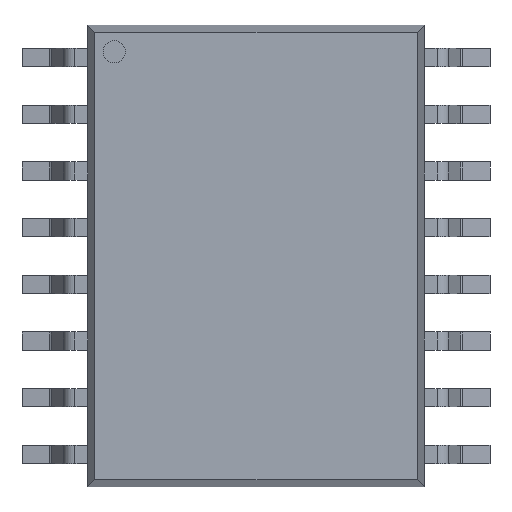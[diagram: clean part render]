
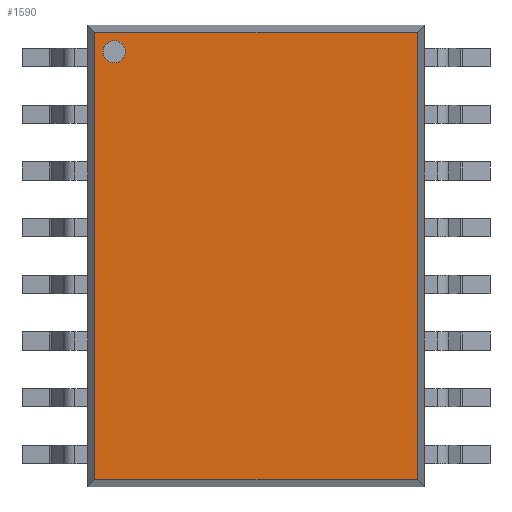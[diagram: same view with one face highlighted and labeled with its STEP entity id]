
A CAD part, top view. The second image highlights one B-rep face of the part: STEP entity #1590.
In plain terms, the highlighted planar face has unit normal (0, 0, 1).
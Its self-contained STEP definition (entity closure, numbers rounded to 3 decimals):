
#26 = FACE_OUTER_BOUND ( 'NONE', #1281, .T. ) ;
#150 = CARTESIAN_POINT ( 'NONE',  ( 3.61, 5.01, 2.65 ) ) ;
#180 = EDGE_CURVE ( 'NONE', #6877, #3430, #6366, .T. ) ;
#437 = VERTEX_POINT ( 'NONE', #150 ) ;
#458 = ORIENTED_EDGE ( 'NONE', *, *, #7047, .T. ) ;
#812 = EDGE_CURVE ( 'NONE', #7297, #4993, #4996, .T. ) ;
#1281 = EDGE_LOOP ( 'NONE', ( #7182, #4334, #458, #6868 ) ) ;
#1366 = AXIS2_PLACEMENT_3D ( 'NONE', #5403, #1740, #7250 ) ;
#1509 = ORIENTED_EDGE ( 'NONE', *, *, #7389, .F. ) ;
#1513 = DIRECTION ( 'NONE',  ( 0., 0., 1. ) ) ;
#1590 = ADVANCED_FACE ( 'NONE', ( #2991, #26 ), #1700, .T. ) ;
#1700 = PLANE ( 'NONE',  #1366 ) ;
#1740 = DIRECTION ( 'NONE',  ( 0., 0., 1. ) ) ;
#2103 = CARTESIAN_POINT ( 'NONE',  ( -3.175, 4.575, 2.65 ) ) ;
#2134 = VECTOR ( 'NONE', #6786, 1000. ) ;
#2159 = DIRECTION ( 'NONE',  ( 1., 0., 0. ) ) ;
#2161 = AXIS2_PLACEMENT_3D ( 'NONE', #2103, #1513, #6327 ) ;
#2440 = DIRECTION ( 'NONE',  ( 0., 1., 0. ) ) ;
#2498 = DIRECTION ( 'NONE',  ( -1., 0., 0. ) ) ;
#2763 = CARTESIAN_POINT ( 'NONE',  ( 3.775, -5.01, 2.65 ) ) ;
#2847 = LINE ( 'NONE', #2763, #4954 ) ;
#2939 = AXIS2_PLACEMENT_3D ( 'NONE', #7631, #4538, #2159 ) ;
#2991 = FACE_BOUND ( 'NONE', #6505, .T. ) ;
#3054 = LINE ( 'NONE', #5473, #7199 ) ;
#3147 = LINE ( 'NONE', #6800, #5062 ) ;
#3430 = VERTEX_POINT ( 'NONE', #7517 ) ;
#3797 = ORIENTED_EDGE ( 'NONE', *, *, #180, .F. ) ;
#4313 = CARTESIAN_POINT ( 'NONE',  ( -3.425, 4.575, 2.65 ) ) ;
#4334 = ORIENTED_EDGE ( 'NONE', *, *, #812, .T. ) ;
#4538 = DIRECTION ( 'NONE',  ( 0., 0., 1. ) ) ;
#4954 = VECTOR ( 'NONE', #5788, 1000. ) ;
#4993 = VERTEX_POINT ( 'NONE', #6697 ) ;
#4996 = LINE ( 'NONE', #5721, #2134 ) ;
#5037 = EDGE_CURVE ( 'NONE', #6981, #437, #3054, .T. ) ;
#5062 = VECTOR ( 'NONE', #2498, 1000. ) ;
#5105 = CARTESIAN_POINT ( 'NONE',  ( -3.61, 5.01, 2.65 ) ) ;
#5330 = CIRCLE ( 'NONE', #2161, 0.25 ) ;
#5403 = CARTESIAN_POINT ( 'NONE',  ( 0., 0., 2.65 ) ) ;
#5473 = CARTESIAN_POINT ( 'NONE',  ( 3.61, 5.175, 2.65 ) ) ;
#5721 = CARTESIAN_POINT ( 'NONE',  ( -3.61, -5.175, 2.65 ) ) ;
#5788 = DIRECTION ( 'NONE',  ( 1., 0., 0. ) ) ;
#6275 = EDGE_CURVE ( 'NONE', #437, #7297, #3147, .T. ) ;
#6327 = DIRECTION ( 'NONE',  ( 1., 0., 0. ) ) ;
#6366 = CIRCLE ( 'NONE', #2939, 0.25 ) ;
#6505 = EDGE_LOOP ( 'NONE', ( #1509, #3797 ) ) ;
#6697 = CARTESIAN_POINT ( 'NONE',  ( -3.61, -5.01, 2.65 ) ) ;
#6786 = DIRECTION ( 'NONE',  ( 0., -1., 0. ) ) ;
#6800 = CARTESIAN_POINT ( 'NONE',  ( -3.775, 5.01, 2.65 ) ) ;
#6820 = CARTESIAN_POINT ( 'NONE',  ( 3.61, -5.01, 2.65 ) ) ;
#6868 = ORIENTED_EDGE ( 'NONE', *, *, #5037, .T. ) ;
#6877 = VERTEX_POINT ( 'NONE', #4313 ) ;
#6981 = VERTEX_POINT ( 'NONE', #6820 ) ;
#7047 = EDGE_CURVE ( 'NONE', #4993, #6981, #2847, .T. ) ;
#7182 = ORIENTED_EDGE ( 'NONE', *, *, #6275, .T. ) ;
#7199 = VECTOR ( 'NONE', #2440, 1000. ) ;
#7250 = DIRECTION ( 'NONE',  ( 1., 0., 0. ) ) ;
#7297 = VERTEX_POINT ( 'NONE', #5105 ) ;
#7389 = EDGE_CURVE ( 'NONE', #3430, #6877, #5330, .T. ) ;
#7517 = CARTESIAN_POINT ( 'NONE',  ( -2.925, 4.575, 2.65 ) ) ;
#7631 = CARTESIAN_POINT ( 'NONE',  ( -3.175, 4.575, 2.65 ) ) ;
